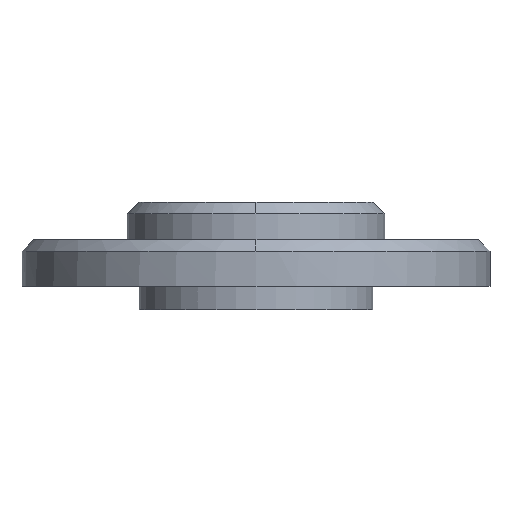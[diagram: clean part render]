
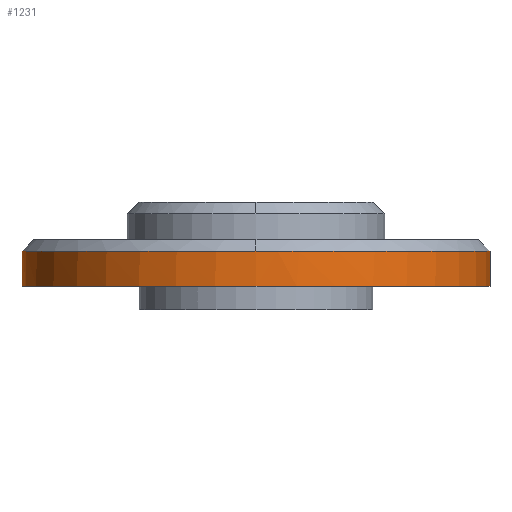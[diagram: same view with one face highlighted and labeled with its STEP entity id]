
A CAD part, front view. The second image highlights one B-rep face of the part: STEP entity #1231.
In plain terms, the highlighted cylindrical face has radius 10 mm (diameter 20 mm), a full revolution.
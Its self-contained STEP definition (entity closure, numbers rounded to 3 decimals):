
#62=CARTESIAN_POINT('',(0.,-10.,-18.2));
#63=VERTEX_POINT('',#62);
#78=CARTESIAN_POINT('',(10.,0.,-18.2));
#79=VERTEX_POINT('',#78);
#80=CARTESIAN_POINT('',(10.,0.,-18.2));
#81=CARTESIAN_POINT('',(10.,-0.654,-18.2));
#82=CARTESIAN_POINT('',(9.936,-1.309,-18.2));
#83=CARTESIAN_POINT('',(9.68,-2.593,-18.2));
#84=CARTESIAN_POINT('',(9.489,-3.222,-18.2));
#85=CARTESIAN_POINT('',(8.988,-4.432,-18.2));
#86=CARTESIAN_POINT('',(8.678,-5.012,-18.2));
#87=CARTESIAN_POINT('',(7.951,-6.1,-18.2));
#88=CARTESIAN_POINT('',(7.534,-6.608,-18.2));
#89=CARTESIAN_POINT('',(6.608,-7.534,-18.2));
#90=CARTESIAN_POINT('',(6.1,-7.951,-18.2));
#91=CARTESIAN_POINT('',(5.012,-8.678,-18.2));
#92=CARTESIAN_POINT('',(4.432,-8.988,-18.2));
#93=CARTESIAN_POINT('',(3.222,-9.489,-18.2));
#94=CARTESIAN_POINT('',(2.593,-9.68,-18.2));
#95=CARTESIAN_POINT('',(1.309,-9.936,-18.2));
#96=CARTESIAN_POINT('',(0.655,-10.,-18.2));
#97=CARTESIAN_POINT('',(0.,-10.,-18.2));
#98=B_SPLINE_CURVE_WITH_KNOTS('',3,(#80,#81,#82,#83,#84,#85,#86,#87,#88,#89,#90,#91,#92,#93,#94,#95,#96,#97),.UNSPECIFIED.,.F.,.U.,(4,2,2,2,2,2,2,2,4),(0.0,0.125,0.25,0.375,0.5,0.625,0.75,0.875,1.0),.UNSPECIFIED.);
#99=EDGE_CURVE('',#79,#63,#98,.T.);
#162=CARTESIAN_POINT('',(0.,10.0,-18.2));
#163=VERTEX_POINT('',#162);
#178=CARTESIAN_POINT('',(-10.,0.,-18.2));
#179=VERTEX_POINT('',#178);
#180=CARTESIAN_POINT('',(-10.,0.,-18.2));
#181=CARTESIAN_POINT('',(-10.,0.654,-18.2));
#182=CARTESIAN_POINT('',(-9.936,1.309,-18.2));
#183=CARTESIAN_POINT('',(-9.68,2.593,-18.2));
#184=CARTESIAN_POINT('',(-9.489,3.222,-18.2));
#185=CARTESIAN_POINT('',(-8.988,4.432,-18.2));
#186=CARTESIAN_POINT('',(-8.678,5.012,-18.2));
#187=CARTESIAN_POINT('',(-7.951,6.1,-18.2));
#188=CARTESIAN_POINT('',(-7.534,6.608,-18.2));
#189=CARTESIAN_POINT('',(-6.608,7.534,-18.2));
#190=CARTESIAN_POINT('',(-6.1,7.951,-18.2));
#191=CARTESIAN_POINT('',(-5.011,8.678,-18.2));
#192=CARTESIAN_POINT('',(-4.432,8.988,-18.2));
#193=CARTESIAN_POINT('',(-3.222,9.489,-18.2));
#194=CARTESIAN_POINT('',(-2.593,9.68,-18.2));
#195=CARTESIAN_POINT('',(-1.309,9.936,-18.2));
#196=CARTESIAN_POINT('',(-0.654,10.,-18.2));
#197=CARTESIAN_POINT('',(0.,10.,-18.2));
#198=B_SPLINE_CURVE_WITH_KNOTS('',3,(#180,#181,#182,#183,#184,#185,#186,#187,#188,#189,#190,#191,#192,#193,#194,#195,#196,#197),.UNSPECIFIED.,.F.,.U.,(4,2,2,2,2,2,2,2,4),(0.0,0.125,0.25,0.375,0.5,0.625,0.75,0.875,1.0),.UNSPECIFIED.);
#199=EDGE_CURVE('',#179,#163,#198,.T.);
#752=CARTESIAN_POINT('',(0.,10.,-18.2));
#753=CARTESIAN_POINT('',(0.655,10.,-18.2));
#754=CARTESIAN_POINT('',(1.309,9.936,-18.2));
#755=CARTESIAN_POINT('',(2.593,9.68,-18.2));
#756=CARTESIAN_POINT('',(3.222,9.489,-18.2));
#757=CARTESIAN_POINT('',(4.432,8.988,-18.2));
#758=CARTESIAN_POINT('',(5.012,8.678,-18.2));
#759=CARTESIAN_POINT('',(6.1,7.951,-18.2));
#760=CARTESIAN_POINT('',(6.608,7.534,-18.2));
#761=CARTESIAN_POINT('',(7.534,6.608,-18.2));
#762=CARTESIAN_POINT('',(7.951,6.1,-18.2));
#763=CARTESIAN_POINT('',(8.678,5.012,-18.2));
#764=CARTESIAN_POINT('',(8.988,4.432,-18.2));
#765=CARTESIAN_POINT('',(9.489,3.222,-18.2));
#766=CARTESIAN_POINT('',(9.68,2.593,-18.2));
#767=CARTESIAN_POINT('',(9.936,1.309,-18.2));
#768=CARTESIAN_POINT('',(10.,0.654,-18.2));
#769=CARTESIAN_POINT('',(10.,0.,-18.2));
#770=B_SPLINE_CURVE_WITH_KNOTS('',3,(#752,#753,#754,#755,#756,#757,#758,#759,#760,#761,#762,#763,#764,#765,#766,#767,#768,#769),.UNSPECIFIED.,.F.,.U.,(4,2,2,2,2,2,2,2,4),(0.0,0.125,0.25,0.375,0.5,0.625,0.75,0.875,1.0),.UNSPECIFIED.);
#771=EDGE_CURVE('',#163,#79,#770,.T.);
#871=CARTESIAN_POINT('',(10.,0.,-19.7));
#872=VERTEX_POINT('',#871);
#873=CARTESIAN_POINT('',(0.,0.,-19.7));
#874=DIRECTION('',(0.0,0.0,1.0));
#875=DIRECTION('',(1.0,0.0,0.0));
#876=AXIS2_PLACEMENT_3D('',#873,#874,#875);
#877=CIRCLE('',#876,10.);
#878=EDGE_CURVE('',#872,#872,#877,.T.);
#1197=CARTESIAN_POINT('',(0.,0.,-19.3));
#1198=DIRECTION('',(0.0,0.0,1.0));
#1199=DIRECTION('',(1.0,0.0,0.0));
#1200=AXIS2_PLACEMENT_3D('',#1197,#1198,#1199);
#1201=CYLINDRICAL_SURFACE('',#1200,10.0);
#1202=CARTESIAN_POINT('',(0.,-10.,-18.2));
#1203=CARTESIAN_POINT('',(-0.654,-10.,-18.2));
#1204=CARTESIAN_POINT('',(-1.309,-9.936,-18.2));
#1205=CARTESIAN_POINT('',(-2.593,-9.68,-18.2));
#1206=CARTESIAN_POINT('',(-3.222,-9.489,-18.2));
#1207=CARTESIAN_POINT('',(-4.432,-8.988,-18.2));
#1208=CARTESIAN_POINT('',(-5.011,-8.678,-18.2));
#1209=CARTESIAN_POINT('',(-6.1,-7.951,-18.2));
#1210=CARTESIAN_POINT('',(-6.608,-7.534,-18.2));
#1211=CARTESIAN_POINT('',(-7.534,-6.608,-18.2));
#1212=CARTESIAN_POINT('',(-7.951,-6.1,-18.2));
#1213=CARTESIAN_POINT('',(-8.678,-5.012,-18.2));
#1214=CARTESIAN_POINT('',(-8.988,-4.432,-18.2));
#1215=CARTESIAN_POINT('',(-9.489,-3.222,-18.2));
#1216=CARTESIAN_POINT('',(-9.68,-2.593,-18.2));
#1217=CARTESIAN_POINT('',(-9.936,-1.309,-18.2));
#1218=CARTESIAN_POINT('',(-10.,-0.654,-18.2));
#1219=CARTESIAN_POINT('',(-10.,0.,-18.2));
#1220=B_SPLINE_CURVE_WITH_KNOTS('',3,(#1202,#1203,#1204,#1205,#1206,#1207,#1208,#1209,#1210,#1211,#1212,#1213,#1214,#1215,#1216,#1217,#1218,#1219),.UNSPECIFIED.,.F.,.U.,(4,2,2,2,2,2,2,2,4),(0.0,0.125,0.25,0.375,0.5,0.625,0.75,0.875,1.0),.UNSPECIFIED.);
#1221=EDGE_CURVE('',#63,#179,#1220,.T.);
#1222=ORIENTED_EDGE('',*,*,#1221,.T.);
#1223=ORIENTED_EDGE('',*,*,#199,.T.);
#1224=ORIENTED_EDGE('',*,*,#771,.T.);
#1225=ORIENTED_EDGE('',*,*,#99,.T.);
#1226=EDGE_LOOP('',(#1222,#1223,#1224,#1225));
#1227=FACE_BOUND('',#1226,.T.);
#1228=ORIENTED_EDGE('',*,*,#878,.T.);
#1229=EDGE_LOOP('',(#1228));
#1230=FACE_BOUND('',#1229,.T.);
#1231=ADVANCED_FACE('',(#1227,#1230),#1201,.T.);
